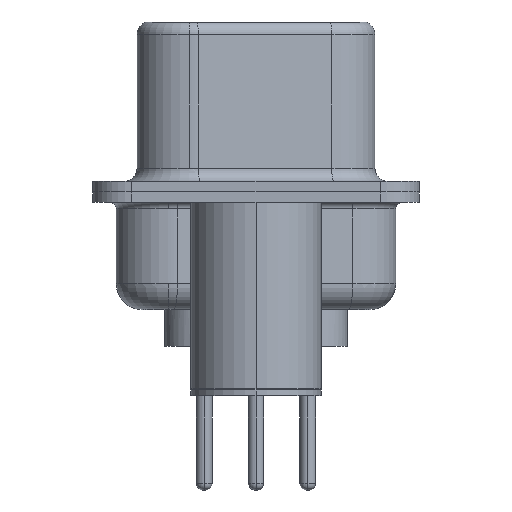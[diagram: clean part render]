
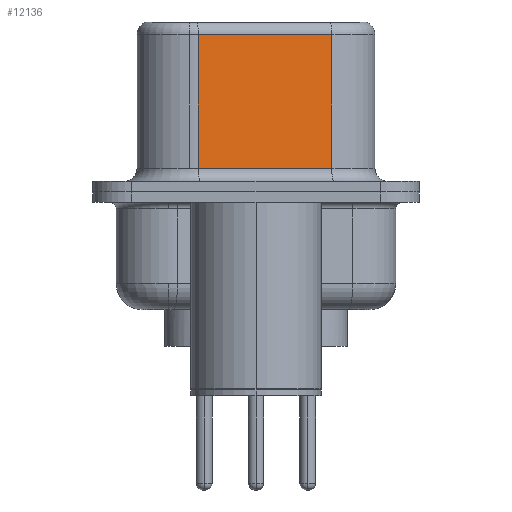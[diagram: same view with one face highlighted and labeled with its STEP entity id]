
A CAD part, left-side view. The second image highlights one B-rep face of the part: STEP entity #12136.
In plain terms, the highlighted planar face has unit normal (-0.985, -0.174, 0).
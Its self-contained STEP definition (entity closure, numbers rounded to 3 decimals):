
#509 = CARTESIAN_POINT ( 'NONE',  ( 4.58, -2.897, 6.02 ) ) ;
#514 = VERTEX_POINT ( 'NONE', #10839 ) ;
#1284 = VERTEX_POINT ( 'NONE', #3898 ) ;
#1353 = CARTESIAN_POINT ( 'NONE',  ( 4.58, -2.897, 6.02 ) ) ;
#2840 = LINE ( 'NONE', #13741, #16567 ) ;
#3190 = VECTOR ( 'NONE', #8522, 1000. ) ;
#3898 = CARTESIAN_POINT ( 'NONE',  ( 4.58, -2.897, 0.9 ) ) ;
#3966 = ORIENTED_EDGE ( 'NONE', *, *, #13551, .T. ) ;
#4058 = CARTESIAN_POINT ( 'NONE',  ( 4.58, -2.897, 6.52 ) ) ;
#4613 = EDGE_CURVE ( 'NONE', #11407, #9792, #13793, .T. ) ;
#5226 = ORIENTED_EDGE ( 'NONE', *, *, #12747, .F. ) ;
#5703 = DIRECTION ( 'NONE',  ( 0., 0., -1. ) ) ;
#5788 = DIRECTION ( 'NONE',  ( 0.174, -0.985, 0. ) ) ;
#6472 = ORIENTED_EDGE ( 'NONE', *, *, #4613, .T. ) ;
#6929 = DIRECTION ( 'NONE',  ( 0., 0., -1. ) ) ;
#8078 = DIRECTION ( 'NONE',  ( -0.174, 0.985, 0. ) ) ;
#8473 = VECTOR ( 'NONE', #5703, 1000. ) ;
#8522 = DIRECTION ( 'NONE',  ( -0.174, 0.985, 0. ) ) ;
#9177 = LINE ( 'NONE', #16222, #12285 ) ;
#9335 = PLANE ( 'NONE',  #15646 ) ;
#9644 = CARTESIAN_POINT ( 'NONE',  ( 4.58, -2.897, 6.52 ) ) ;
#9792 = VERTEX_POINT ( 'NONE', #16506 ) ;
#10839 = CARTESIAN_POINT ( 'NONE',  ( 3.68, 2.203, 0.9 ) ) ;
#11407 = VERTEX_POINT ( 'NONE', #1353 ) ;
#11537 = EDGE_CURVE ( 'NONE', #9792, #514, #9177, .T. ) ;
#12136 = ADVANCED_FACE ( 'NONE', ( #16405 ), #9335, .F. ) ;
#12285 = VECTOR ( 'NONE', #6929, 1000. ) ;
#12747 = EDGE_CURVE ( 'NONE', #11407, #1284, #15974, .T. ) ;
#13064 = ORIENTED_EDGE ( 'NONE', *, *, #11537, .T. ) ;
#13551 = EDGE_CURVE ( 'NONE', #514, #1284, #2840, .T. ) ;
#13741 = CARTESIAN_POINT ( 'NONE',  ( 4.58, -2.897, 0.9 ) ) ;
#13793 = LINE ( 'NONE', #509, #3190 ) ;
#14214 = EDGE_LOOP ( 'NONE', ( #5226, #6472, #13064, #3966 ) ) ;
#15646 = AXIS2_PLACEMENT_3D ( 'NONE', #4058, #16038, #8078 ) ;
#15974 = LINE ( 'NONE', #9644, #8473 ) ;
#16038 = DIRECTION ( 'NONE',  ( 0.985, 0.174, 0. ) ) ;
#16222 = CARTESIAN_POINT ( 'NONE',  ( 3.68, 2.203, 6.52 ) ) ;
#16405 = FACE_OUTER_BOUND ( 'NONE', #14214, .T. ) ;
#16506 = CARTESIAN_POINT ( 'NONE',  ( 3.68, 2.203, 6.02 ) ) ;
#16567 = VECTOR ( 'NONE', #5788, 1000. ) ;
